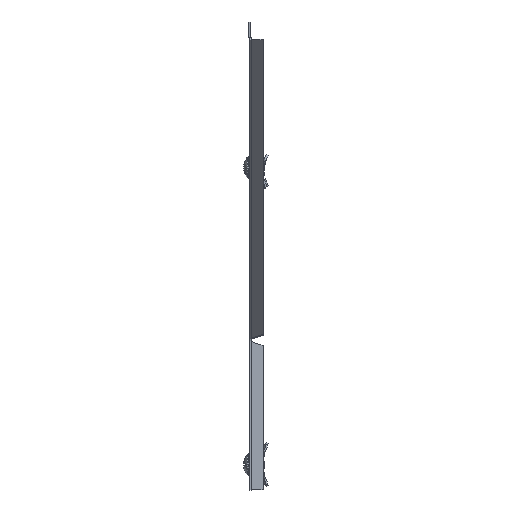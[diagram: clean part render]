
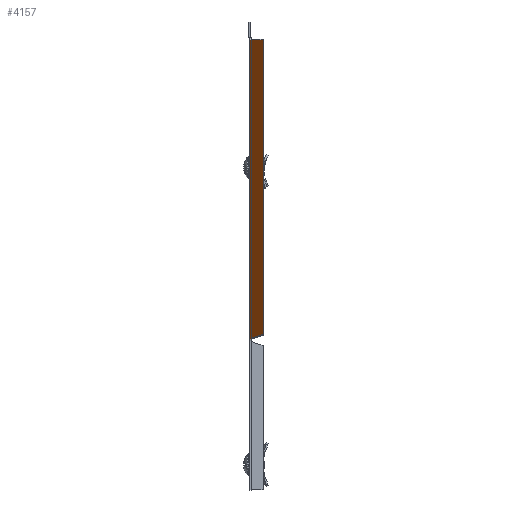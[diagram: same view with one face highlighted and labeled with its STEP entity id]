
A CAD part, left-side view. The second image highlights one B-rep face of the part: STEP entity #4157.
In plain terms, the highlighted planar face has unit normal (-0.707, 0, -0.707).
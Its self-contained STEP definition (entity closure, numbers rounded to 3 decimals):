
#181 = CARTESIAN_POINT ( 'NONE',  ( -598.591, -1.607, -17.881 ) ) ;
#383 = CARTESIAN_POINT ( 'NONE',  ( -598.591, 0., -17.881 ) ) ;
#439 = AXIS2_PLACEMENT_3D ( 'NONE', #1699, #3463, #7764 ) ;
#627 = CARTESIAN_POINT ( 'NONE',  ( -302.76, -1.511, -313.571 ) ) ;
#681 = CARTESIAN_POINT ( 'NONE',  ( -302.841, -1.881, -313.491 ) ) ;
#748 = DIRECTION ( 'NONE',  ( 0.707, 0., -0.707 ) ) ;
#887 = CARTESIAN_POINT ( 'NONE',  ( -598.591, -0.642, -17.881 ) ) ;
#1115 = VERTEX_POINT ( 'NONE', #383 ) ;
#1166 = PLANE ( 'NONE',  #439 ) ;
#1233 = ORIENTED_EDGE ( 'NONE', *, *, #2119, .T. ) ;
#1242 = LINE ( 'NONE', #1692, #6916 ) ;
#1335 = VERTEX_POINT ( 'NONE', #4666 ) ;
#1498 = CARTESIAN_POINT ( 'NONE',  ( -306.54, -13.215, -309.793 ) ) ;
#1515 = ORIENTED_EDGE ( 'NONE', *, *, #4999, .F. ) ;
#1692 = CARTESIAN_POINT ( 'NONE',  ( -306.54, -13.215, -309.793 ) ) ;
#1699 = CARTESIAN_POINT ( 'NONE',  ( -375.22, -315.862, -241.145 ) ) ;
#1884 = CARTESIAN_POINT ( 'NONE',  ( -302.533, 0., -313.798 ) ) ;
#1983 = CARTESIAN_POINT ( 'NONE',  ( -598.593, -13.117, -17.879 ) ) ;
#2119 = EDGE_CURVE ( 'NONE', #1335, #1115, #2582, .T. ) ;
#2121 = CARTESIAN_POINT ( 'NONE',  ( -598.591, -1.285, -17.881 ) ) ;
#2218 = CARTESIAN_POINT ( 'NONE',  ( -598.591, -0.214, -17.881 ) ) ;
#2344 = ORIENTED_EDGE ( 'NONE', *, *, #7266, .T. ) ;
#2468 = CARTESIAN_POINT ( 'NONE',  ( -302.628, -0.761, -313.703 ) ) ;
#2582 = B_SPLINE_CURVE_WITH_KNOTS ( 'NONE', 3,
 ( #5539, #6145, #181, #2121, #5110, #887, #3880, #2218, #5932, #7688 ),
 .UNSPECIFIED., .F., .F.,
 ( 4, 3, 3, 4 ),
 ( 0.003, 0.004, 0.005, 0.005 ),
 .UNSPECIFIED. ) ;
#2587 = VECTOR ( 'NONE', #748, 1000. ) ;
#2762 = ORIENTED_EDGE ( 'NONE', *, *, #7761, .T. ) ;
#2962 = FACE_OUTER_BOUND ( 'NONE', #7081, .T. ) ;
#3064 = CARTESIAN_POINT ( 'NONE',  ( -302.575, -0.382, -313.756 ) ) ;
#3233 = VECTOR ( 'NONE', #4776, 1000. ) ;
#3463 = DIRECTION ( 'NONE',  ( 0.707, 0., 0.707 ) ) ;
#3814 = VERTEX_POINT ( 'NONE', #1983 ) ;
#3871 = LINE ( 'NONE', #6214, #6526 ) ;
#3877 = VERTEX_POINT ( 'NONE', #6286 ) ;
#3880 = CARTESIAN_POINT ( 'NONE',  ( -598.591, -0.321, -17.881 ) ) ;
#4041 = B_SPLINE_CURVE_WITH_KNOTS ( 'NONE', 3,
 ( #6666, #681, #627, #2468, #3064, #1884 ),
 .UNSPECIFIED., .F., .F.,
 ( 4, 2, 4 ),
 ( 0.003, 0.004, 0.005 ),
 .UNSPECIFIED. ) ;
#4157 = ADVANCED_FACE ( 'NONE', ( #2962 ), #1166, .F. ) ;
#4295 = ORIENTED_EDGE ( 'NONE', *, *, #4500, .T. ) ;
#4354 = DIRECTION ( 'NONE',  ( 0., 1., 0. ) ) ;
#4419 = CARTESIAN_POINT ( 'NONE',  ( -375.22, 0., -241.145 ) ) ;
#4500 = EDGE_CURVE ( 'NONE', #1115, #7531, #7491, .T. ) ;
#4666 = CARTESIAN_POINT ( 'NONE',  ( -598.591, -2.25, -17.881 ) ) ;
#4776 = DIRECTION ( 'NONE',  ( -0.707, 0., 0.707 ) ) ;
#4999 = EDGE_CURVE ( 'NONE', #3877, #7531, #4041, .T. ) ;
#5110 = CARTESIAN_POINT ( 'NONE',  ( -598.591, -0.964, -17.881 ) ) ;
#5126 = VERTEX_POINT ( 'NONE', #1498 ) ;
#5539 = CARTESIAN_POINT ( 'NONE',  ( -598.591, -2.25, -17.881 ) ) ;
#5914 = DIRECTION ( 'NONE',  ( -0.299, -0.906, 0.299 ) ) ;
#5932 = CARTESIAN_POINT ( 'NONE',  ( -598.591, -0.107, -17.881 ) ) ;
#6081 = CARTESIAN_POINT ( 'NONE',  ( -598.593, -13.117, -17.879 ) ) ;
#6145 = CARTESIAN_POINT ( 'NONE',  ( -598.591, -1.928, -17.881 ) ) ;
#6214 = CARTESIAN_POINT ( 'NONE',  ( -598.591, 0.106, -17.881 ) ) ;
#6286 = CARTESIAN_POINT ( 'NONE',  ( -302.922, -2.25, -313.409 ) ) ;
#6315 = ORIENTED_EDGE ( 'NONE', *, *, #6497, .T. ) ;
#6497 = EDGE_CURVE ( 'NONE', #3877, #5126, #1242, .T. ) ;
#6506 = CARTESIAN_POINT ( 'NONE',  ( -302.533, 0., -313.798 ) ) ;
#6526 = VECTOR ( 'NONE', #4354, 1000. ) ;
#6666 = CARTESIAN_POINT ( 'NONE',  ( -302.922, -2.25, -313.409 ) ) ;
#6916 = VECTOR ( 'NONE', #5914, 1000. ) ;
#7081 = EDGE_LOOP ( 'NONE', ( #2762, #1233, #4295, #1515, #6315, #2344 ) ) ;
#7266 = EDGE_CURVE ( 'NONE', #5126, #3814, #7569, .T. ) ;
#7491 = LINE ( 'NONE', #4419, #2587 ) ;
#7531 = VERTEX_POINT ( 'NONE', #6506 ) ;
#7569 = LINE ( 'NONE', #6081, #3233 ) ;
#7688 = CARTESIAN_POINT ( 'NONE',  ( -598.591, 0., -17.881 ) ) ;
#7761 = EDGE_CURVE ( 'NONE', #3814, #1335, #3871, .T. ) ;
#7764 = DIRECTION ( 'NONE',  ( 0.5, -0.707, -0.5 ) ) ;
